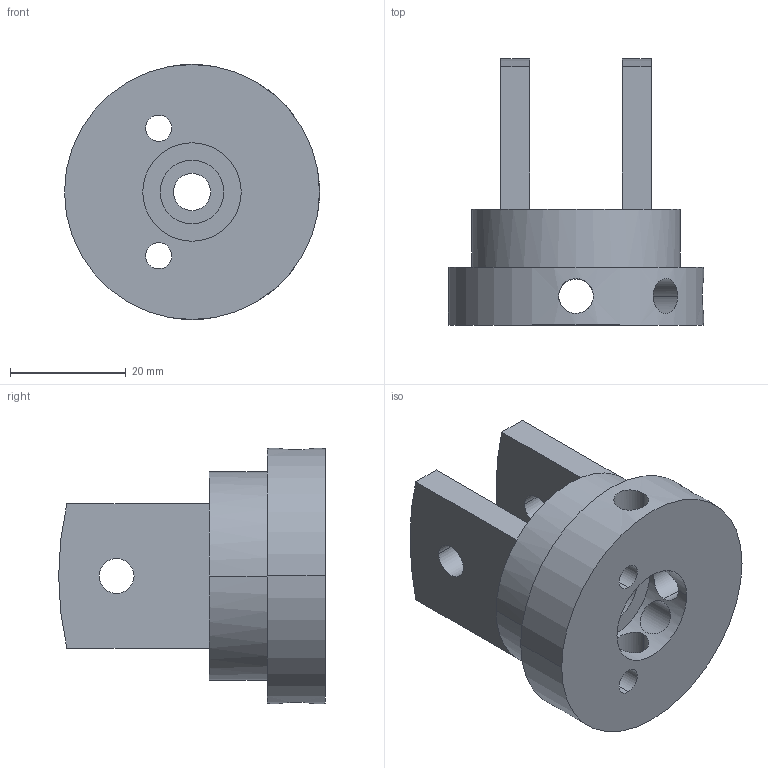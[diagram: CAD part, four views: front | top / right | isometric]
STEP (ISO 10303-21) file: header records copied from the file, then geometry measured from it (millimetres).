
FILE_DESCRIPTION (( 'STEP AP214' ), '1' );
FILE_NAME ('PER3-USI-009A-AXE PIVOT 1.STEP', '2021-07-29T07:08:44', ( '' ), ( '' ), 'SwSTEP 2.0', 'SolidWorks 2021', '' );
FILE_SCHEMA (( 'AUTOMOTIVE_DESIGN' ));
Length unit declared in the file: millimetre
Products named in the file (1): PER3-USI-009A-AXE PIVOT 1
Bounding box: 44 x 46 x 44 mm (x, y, z)
Volume: 26104.1 mm3; surface area: 10901.8 mm2
Topology: 1 solids, 1 shells, 45 faces, 122 edges, 78 vertices
Faces by surface type: cylinder 30, plane 15
Entity records: 2102 total; most frequent: CARTESIAN_POINT 900, ORIENTED_EDGE 244, DIRECTION 236, EDGE_CURVE 122, AXIS2_PLACEMENT_3D 92, VERTEX_POINT 78, EDGE_LOOP 64, VECTOR 52
